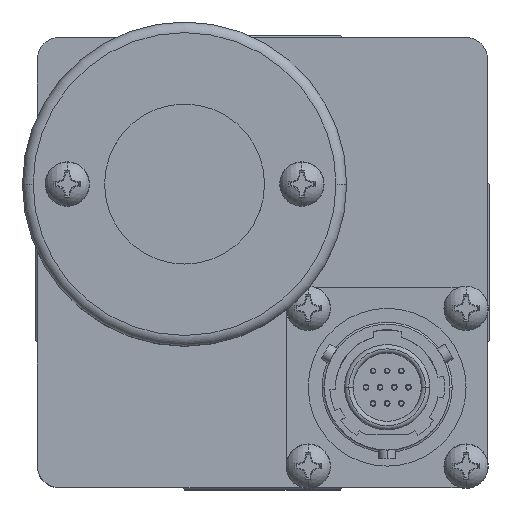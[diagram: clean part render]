
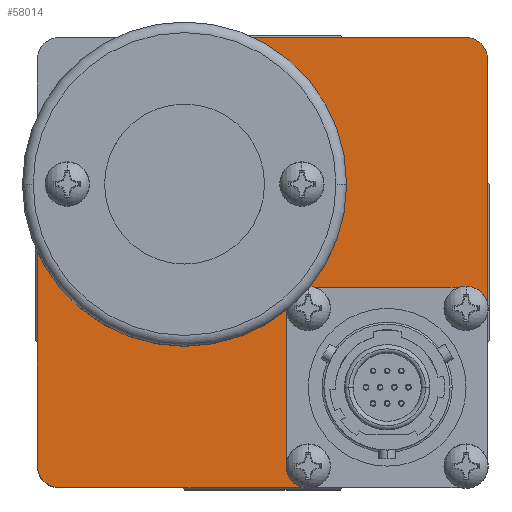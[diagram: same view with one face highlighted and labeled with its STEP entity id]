
A CAD part, top view. The second image highlights one B-rep face of the part: STEP entity #58014.
In plain terms, the highlighted planar face has unit normal (0, 0, 1).
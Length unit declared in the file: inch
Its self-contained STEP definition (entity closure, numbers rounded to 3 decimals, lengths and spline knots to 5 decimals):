
#162 = DIRECTION ( 'NONE',  ( 1., 0., 0. ) ) ;
#503 = VERTEX_POINT ( 'NONE', #45315 ) ;
#781 = ORIENTED_EDGE ( 'NONE', *, *, #61291, .T. ) ;
#909 = CIRCLE ( 'NONE', #63596, 0.1 ) ;
#1865 = CIRCLE ( 'NONE', #55755, 0.1 ) ;
#2369 = EDGE_CURVE ( 'NONE', #19389, #47163, #1865, .T. ) ;
#2691 = DIRECTION ( 'NONE',  ( 0., 0., 1. ) ) ;
#3582 = CARTESIAN_POINT ( 'NONE',  ( -0.365, 0.365, 1.045 ) ) ;
#3688 = CARTESIAN_POINT ( 'NONE',  ( 0.325, 0.365, 1.045 ) ) ;
#4851 = EDGE_CURVE ( 'NONE', #9340, #68157, #909, .T. ) ;
#4910 = DIRECTION ( 'NONE',  ( 0., 1., 0. ) ) ;
#4960 = CARTESIAN_POINT ( 'NONE',  ( 0.955, -0.115, 1.045 ) ) ;
#5015 = DIRECTION ( 'NONE',  ( 0., 0., -1. ) ) ;
#6472 = CARTESIAN_POINT ( 'NONE',  ( 0.115, -0.115, 1.045 ) ) ;
#7268 = VERTEX_POINT ( 'NONE', #42438 ) ;
#8813 = CARTESIAN_POINT ( 'NONE',  ( 0.215, -0.115, 1.045 ) ) ;
#9340 = VERTEX_POINT ( 'NONE', #55450 ) ;
#9499 = ORIENTED_EDGE ( 'NONE', *, *, #4851, .T. ) ;
#10566 = DIRECTION ( 'NONE',  ( 0., 0., -1. ) ) ;
#11556 = LINE ( 'NONE', #53923, #24730 ) ;
#11835 = AXIS2_PLACEMENT_3D ( 'NONE', #25370, #59985, #30101 ) ;
#12237 = EDGE_CURVE ( 'NONE', #7268, #31403, #30041, .T. ) ;
#13407 = CARTESIAN_POINT ( 'NONE',  ( 0.115, -0.955, 1.045 ) ) ;
#13535 = CARTESIAN_POINT ( 'NONE',  ( -1.055, -1.055, 1.045 ) ) ;
#14038 = EDGE_CURVE ( 'NONE', #35626, #503, #18969, .T. ) ;
#16715 = DIRECTION ( 'NONE',  ( 1., 0., 0. ) ) ;
#17274 = VECTOR ( 'NONE', #31575, 39.37008 ) ;
#17402 = ORIENTED_EDGE ( 'NONE', *, *, #74400, .F. ) ;
#17530 = DIRECTION ( 'NONE',  ( -1., 0., 0. ) ) ;
#17752 = ORIENTED_EDGE ( 'NONE', *, *, #18565, .F. ) ;
#18120 = CARTESIAN_POINT ( 'NONE',  ( 0.115, -1.055, 1.045 ) ) ;
#18565 = EDGE_CURVE ( 'NONE', #55889, #49846, #39526, .T. ) ;
#18907 = VERTEX_POINT ( 'NONE', #55733 ) ;
#18969 = CIRCLE ( 'NONE', #32897, 0.1 ) ;
#19389 = VERTEX_POINT ( 'NONE', #4960 ) ;
#19574 = CARTESIAN_POINT ( 'NONE',  ( -0.955, -0.955, 1.045 ) ) ;
#20334 = DIRECTION ( 'NONE',  ( 0., 0., 1. ) ) ;
#22542 = LINE ( 'NONE', #40557, #45887 ) ;
#23129 = DIRECTION ( 'NONE',  ( 0., 0., -1. ) ) ;
#24730 = VECTOR ( 'NONE', #162, 39.37008 ) ;
#24853 = ORIENTED_EDGE ( 'NONE', *, *, #12237, .T. ) ;
#25064 = CARTESIAN_POINT ( 'NONE',  ( -0.365, 1.055, 1.045 ) ) ;
#25370 = CARTESIAN_POINT ( 'NONE',  ( 0., 0., 1.045 ) ) ;
#25764 = FACE_OUTER_BOUND ( 'NONE', #64187, .T. ) ;
#30041 = CIRCLE ( 'NONE', #38782, 0.1 ) ;
#30101 = DIRECTION ( 'NONE',  ( -1., 0., 0. ) ) ;
#30372 = DIRECTION ( 'NONE',  ( -1., 0., 0. ) ) ;
#31403 = VERTEX_POINT ( 'NONE', #13407 ) ;
#31575 = DIRECTION ( 'NONE',  ( 0., -1., 0. ) ) ;
#31596 = ORIENTED_EDGE ( 'NONE', *, *, #14038, .T. ) ;
#31720 = CARTESIAN_POINT ( 'NONE',  ( 0.955, 0.955, 1.045 ) ) ;
#32897 = AXIS2_PLACEMENT_3D ( 'NONE', #31720, #2691, #37172 ) ;
#33101 = DIRECTION ( 'NONE',  ( -1., 0., 0. ) ) ;
#34121 = CARTESIAN_POINT ( 'NONE',  ( -1.055, -0.955, 1.045 ) ) ;
#34741 = AXIS2_PLACEMENT_3D ( 'NONE', #69768, #69384, #16715 ) ;
#35626 = VERTEX_POINT ( 'NONE', #57869 ) ;
#36348 = EDGE_CURVE ( 'NONE', #49846, #74087, #64893, .T. ) ;
#37120 = EDGE_CURVE ( 'NONE', #47163, #35626, #22542, .T. ) ;
#37172 = DIRECTION ( 'NONE',  ( -1., 0., 0. ) ) ;
#38782 = AXIS2_PLACEMENT_3D ( 'NONE', #59969, #5015, #17530 ) ;
#39526 = CIRCLE ( 'NONE', #74694, 0.69 ) ;
#39565 = CARTESIAN_POINT ( 'NONE',  ( 0.215, -0.215, 1.045 ) ) ;
#39599 = CARTESIAN_POINT ( 'NONE',  ( 0.955, -0.215, 1.045 ) ) ;
#40557 = CARTESIAN_POINT ( 'NONE',  ( 1.055, -1.055, 1.045 ) ) ;
#42438 = CARTESIAN_POINT ( 'NONE',  ( 0.215, -1.055, 1.045 ) ) ;
#43100 = DIRECTION ( 'NONE',  ( -1., 0., 0. ) ) ;
#43994 = ORIENTED_EDGE ( 'NONE', *, *, #2369, .T. ) ;
#45315 = CARTESIAN_POINT ( 'NONE',  ( 0.955, 1.055, 1.045 ) ) ;
#45887 = VECTOR ( 'NONE', #4910, 39.37008 ) ;
#46746 = VECTOR ( 'NONE', #33101, 39.37008 ) ;
#47163 = VERTEX_POINT ( 'NONE', #68469 ) ;
#47169 = DIRECTION ( 'NONE',  ( 0., -1., 0. ) ) ;
#47949 = ORIENTED_EDGE ( 'NONE', *, *, #74759, .F. ) ;
#48231 = ORIENTED_EDGE ( 'NONE', *, *, #56534, .T. ) ;
#48849 = LINE ( 'NONE', #13535, #17274 ) ;
#49707 = PLANE ( 'NONE',  #11835 ) ;
#49846 = VERTEX_POINT ( 'NONE', #3688 ) ;
#50397 = ORIENTED_EDGE ( 'NONE', *, *, #37120, .T. ) ;
#51456 = DIRECTION ( 'NONE',  ( 1., 0., 0. ) ) ;
#52594 = DIRECTION ( 'NONE',  ( -1., 0., 0. ) ) ;
#53923 = CARTESIAN_POINT ( 'NONE',  ( -1.055, -1.055, 1.045 ) ) ;
#54274 = CARTESIAN_POINT ( 'NONE',  ( -1.055, 0.365, 1.045 ) ) ;
#54423 = ORIENTED_EDGE ( 'NONE', *, *, #74103, .T. ) ;
#55450 = CARTESIAN_POINT ( 'NONE',  ( 0.115, -0.215, 1.045 ) ) ;
#55733 = CARTESIAN_POINT ( 'NONE',  ( -0.955, -1.055, 1.045 ) ) ;
#55755 = AXIS2_PLACEMENT_3D ( 'NONE', #39599, #23129, #52594 ) ;
#55889 = VERTEX_POINT ( 'NONE', #54274 ) ;
#56534 = EDGE_CURVE ( 'NONE', #503, #74087, #68864, .T. ) ;
#57372 = DIRECTION ( 'NONE',  ( 0., 0., 1. ) ) ;
#57869 = CARTESIAN_POINT ( 'NONE',  ( 1.055, 0.955, 1.045 ) ) ;
#58014 = ADVANCED_FACE ( 'NONE', ( #25764 ), #49707, .F. ) ;
#58613 = ORIENTED_EDGE ( 'NONE', *, *, #36348, .F. ) ;
#59969 = CARTESIAN_POINT ( 'NONE',  ( 0.215, -0.955, 1.045 ) ) ;
#59985 = DIRECTION ( 'NONE',  ( 0., 0., -1. ) ) ;
#60252 = LINE ( 'NONE', #6472, #63696 ) ;
#61291 = EDGE_CURVE ( 'NONE', #18907, #7268, #11556, .T. ) ;
#63596 = AXIS2_PLACEMENT_3D ( 'NONE', #39565, #10566, #75704 ) ;
#63696 = VECTOR ( 'NONE', #30372, 39.37008 ) ;
#64187 = EDGE_LOOP ( 'NONE', ( #781, #24853, #47949, #9499, #17402, #43994, #50397, #31596, #48231, #58613, #17752, #76145, #54423 ) ) ;
#64491 = EDGE_CURVE ( 'NONE', #55889, #71775, #48849, .T. ) ;
#64893 = CIRCLE ( 'NONE', #34741, 0.69 ) ;
#65674 = LINE ( 'NONE', #18120, #77577 ) ;
#66228 = CIRCLE ( 'NONE', #72471, 0.1 ) ;
#68157 = VERTEX_POINT ( 'NONE', #8813 ) ;
#68469 = CARTESIAN_POINT ( 'NONE',  ( 1.055, -0.215, 1.045 ) ) ;
#68864 = LINE ( 'NONE', #74728, #46746 ) ;
#69384 = DIRECTION ( 'NONE',  ( 0., 0., 1. ) ) ;
#69768 = CARTESIAN_POINT ( 'NONE',  ( -0.365, 0.365, 1.045 ) ) ;
#71775 = VERTEX_POINT ( 'NONE', #34121 ) ;
#72471 = AXIS2_PLACEMENT_3D ( 'NONE', #19574, #20334, #43100 ) ;
#74087 = VERTEX_POINT ( 'NONE', #25064 ) ;
#74103 = EDGE_CURVE ( 'NONE', #71775, #18907, #66228, .T. ) ;
#74400 = EDGE_CURVE ( 'NONE', #19389, #68157, #60252, .T. ) ;
#74694 = AXIS2_PLACEMENT_3D ( 'NONE', #3582, #57372, #51456 ) ;
#74728 = CARTESIAN_POINT ( 'NONE',  ( -1.055, 1.055, 1.045 ) ) ;
#74759 = EDGE_CURVE ( 'NONE', #9340, #31403, #65674, .T. ) ;
#75704 = DIRECTION ( 'NONE',  ( -1., 0., 0. ) ) ;
#76145 = ORIENTED_EDGE ( 'NONE', *, *, #64491, .T. ) ;
#77577 = VECTOR ( 'NONE', #47169, 39.37008 ) ;
